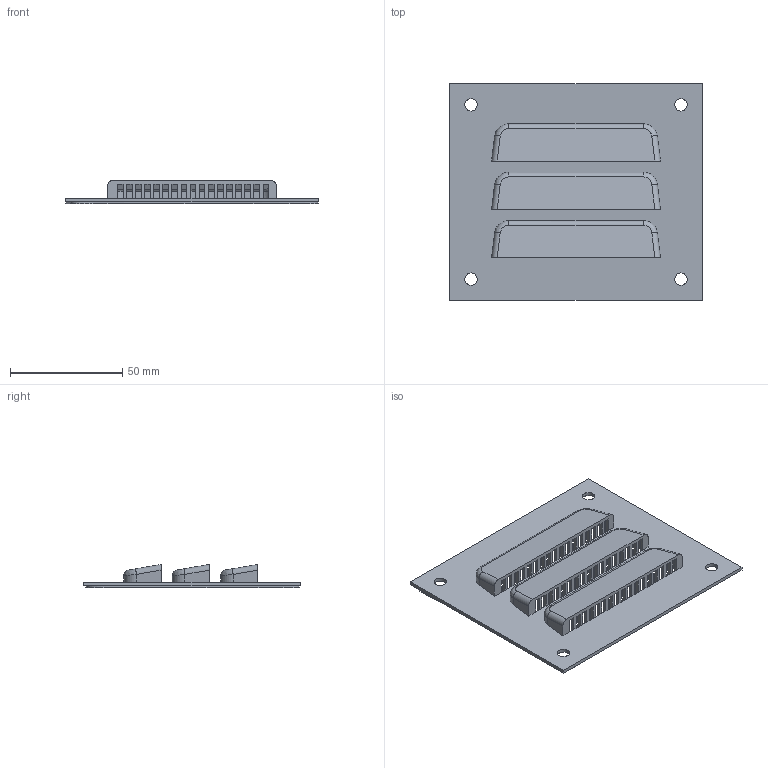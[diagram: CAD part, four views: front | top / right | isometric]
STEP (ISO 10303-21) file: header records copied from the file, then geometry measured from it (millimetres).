
FILE_DESCRIPTION (( 'STEP AP214' ), '1' );
FILE_NAME ('RELP1.STEP', '2018-10-25T19:37:59', ( '' ), ( '' ), 'SwSTEP 2.0', 'SolidWorks 2018', '' );
FILE_SCHEMA (( 'AUTOMOTIVE_DESIGN' ));
Length unit declared in the file: inch
Products named in the file (1): RELP1
Bounding box: 112.71 x 96.84 x 10.29 mm (x, y, z)
Volume: 21480.7 mm3; surface area: 29100.2 mm2
Topology: 1 solids, 1 shells, 290 faces, 1020 edges, 638 vertices
Faces by surface type: plane 242, cylinder 34, bspline 14
Full cylindrical faces by diameter (mm): 5.537 x4
Entity records: 13279 total; most frequent: CARTESIAN_POINT 4603, ORIENTED_EDGE 2028, DIRECTION 1524, EDGE_CURVE 1014, VECTOR 930, LINE 930, VERTEX_POINT 638, EDGE_LOOP 312
